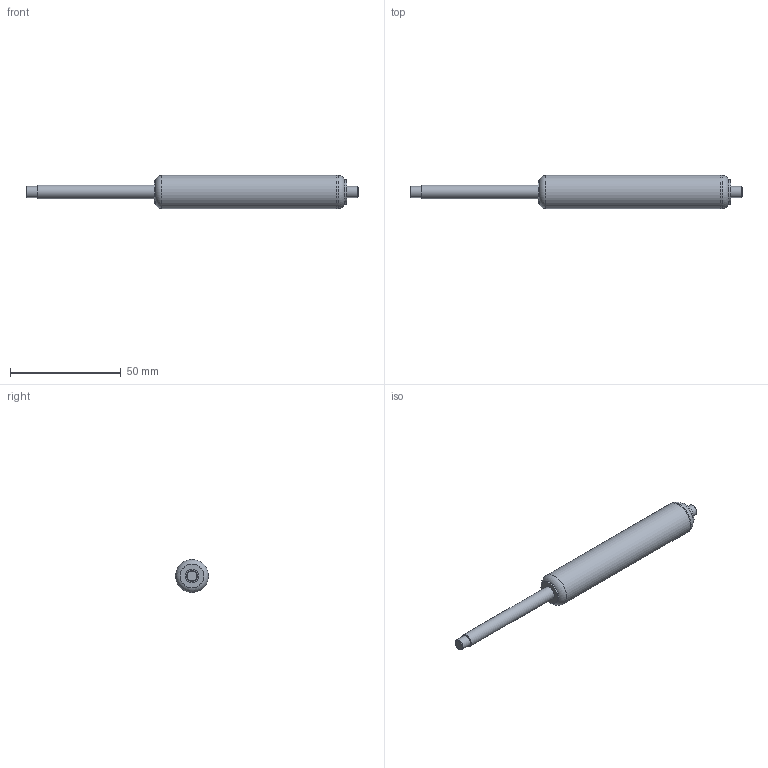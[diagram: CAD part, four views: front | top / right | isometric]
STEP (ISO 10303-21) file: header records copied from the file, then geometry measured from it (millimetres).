
FILE_DESCRIPTION(/* description */ (''),/* implementation_level */ '2;1');
FILE_NAME(/* name */ 'V0V0XA6-050-140--004-000N.stp',/* time_stamp */ '2015-06-23T11:38:56+02:00',/* author */ ('CADNEU'),/* organization */ (''),/* preprocessor_version */ 'ST-DEVELOPER v15.2',/* originating_system */ 'Autodesk Inventor 2014',/* authorisation */ '');
FILE_SCHEMA (('AUTOMOTIVE_DESIGN { 1 0 10303 214 3 1 1 }'));
Length unit declared in the file: millimetre
Products named in the file (5): Zylinder_15; Kolbenstange_06; Gewindeanschluß_V0; Gewindeanschluß_V0_15; V0V0XA6-050-140--004-000N
Bounding box: 150 x 15 x 15 mm (x, y, z)
Volume: 16792.8 mm3; surface area: 5925.3 mm2
Topology: 4 solids, 4 shells, 22 faces, 31 edges, 18 vertices
Faces by surface type: plane 9, cylinder 7, cone 4, torus 2
Full cylindrical faces by diameter (mm): 5 x2, 6 x1, 10.8 x1, 10.9 x1, 15 x2
Entity records: 527 total; most frequent: DIRECTION 98, CARTESIAN_POINT 67, AXIS2_PLACEMENT_3D 49, EDGE_LOOP 36, ORIENTED_EDGE 36, ADVANCED_FACE 22, FACE_OUTER_BOUND 21, CIRCLE 18
